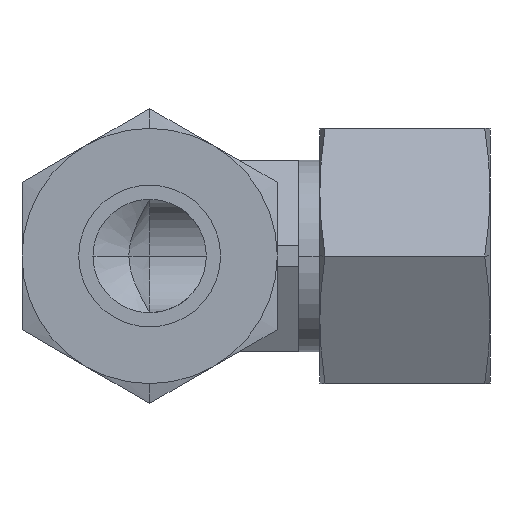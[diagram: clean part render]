
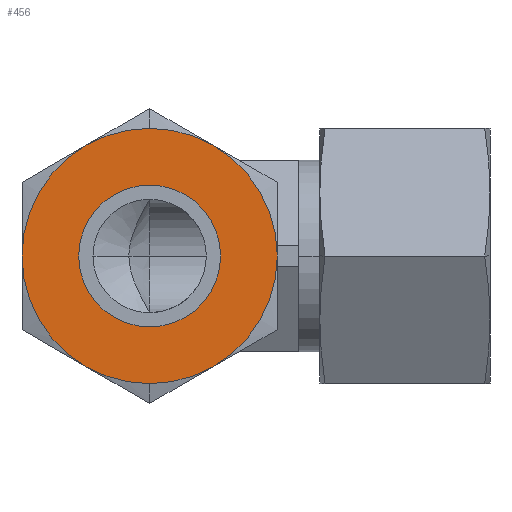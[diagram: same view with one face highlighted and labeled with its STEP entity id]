
A CAD part, front view. The second image highlights one B-rep face of the part: STEP entity #456.
In plain terms, the highlighted planar face has unit normal (0, -1, 0).
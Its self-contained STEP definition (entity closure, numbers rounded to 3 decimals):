
#456 = ADVANCED_FACE( '', ( #851, #852 ), #853, .T. );
#851 = FACE_OUTER_BOUND( '', #1249, .T. );
#852 = FACE_BOUND( '', #1250, .T. );
#853 = PLANE( '', #1251 );
#1249 = EDGE_LOOP( '', ( #2660, #2661, #2662, #2663, #2664, #2665, #2666, #2667 ) );
#1250 = EDGE_LOOP( '', ( #2668, #2669 ) );
#1251 = AXIS2_PLACEMENT_3D( '', #2670, #2671, #2672 );
#2660 = ORIENTED_EDGE( '', *, *, #3107, .F. );
#2661 = ORIENTED_EDGE( '', *, *, #3108, .F. );
#2662 = ORIENTED_EDGE( '', *, *, #3103, .F. );
#2663 = ORIENTED_EDGE( '', *, *, #3104, .F. );
#2664 = ORIENTED_EDGE( '', *, *, #3064, .F. );
#2665 = ORIENTED_EDGE( '', *, *, #3105, .F. );
#2666 = ORIENTED_EDGE( '', *, *, #3106, .F. );
#2667 = ORIENTED_EDGE( '', *, *, #3060, .F. );
#2668 = ORIENTED_EDGE( '', *, *, #3114, .T. );
#2669 = ORIENTED_EDGE( '', *, *, #3044, .T. );
#2670 = CARTESIAN_POINT( '', ( 0., -48., 14. ) );
#2671 = DIRECTION( '', ( 0., -1., 0. ) );
#2672 = DIRECTION( '', ( 0., 0., -1. ) );
#3044 = EDGE_CURVE( '', #3689, #3686, #3690, .T. );
#3060 = EDGE_CURVE( '', #3714, #3717, #3718, .T. );
#3064 = EDGE_CURVE( '', #3723, #3721, #3725, .T. );
#3103 = EDGE_CURVE( '', #3741, #3760, #3786, .T. );
#3104 = EDGE_CURVE( '', #3721, #3741, #3787, .T. );
#3105 = EDGE_CURVE( '', #3773, #3723, #3788, .T. );
#3106 = EDGE_CURVE( '', #3717, #3773, #3789, .T. );
#3107 = EDGE_CURVE( '', #3753, #3714, #3790, .T. );
#3108 = EDGE_CURVE( '', #3760, #3753, #3791, .T. );
#3114 = EDGE_CURVE( '', #3686, #3689, #3797, .T. );
#3686 = VERTEX_POINT( '', #4840 );
#3689 = VERTEX_POINT( '', #4844 );
#3690 = CIRCLE( '', #4845, 10. );
#3714 = VERTEX_POINT( '', #4878 );
#3717 = VERTEX_POINT( '', #4882 );
#3718 = CIRCLE( '', #4883, 18. );
#3721 = VERTEX_POINT( '', #4895 );
#3723 = VERTEX_POINT( '', #4898 );
#3725 = CIRCLE( '', #4909, 18. );
#3741 = VERTEX_POINT( '', #4955 );
#3753 = VERTEX_POINT( '', #5005 );
#3760 = VERTEX_POINT( '', #5049 );
#3773 = VERTEX_POINT( '', #5126 );
#3786 = CIRCLE( '', #5176, 18. );
#3787 = CIRCLE( '', #5177, 18. );
#3788 = CIRCLE( '', #5178, 18. );
#3789 = CIRCLE( '', #5179, 18. );
#3790 = CIRCLE( '', #5180, 18. );
#3791 = CIRCLE( '', #5181, 18. );
#3797 = CIRCLE( '', #5187, 10. );
#4840 = CARTESIAN_POINT( '', ( 0., -48., 10. ) );
#4844 = CARTESIAN_POINT( '', ( 0., -48., -10. ) );
#4845 = AXIS2_PLACEMENT_3D( '', #5772, #5773, #5774 );
#4878 = CARTESIAN_POINT( '', ( 0., -48., 18. ) );
#4882 = CARTESIAN_POINT( '', ( 9., -48., 15.588 ) );
#4883 = AXIS2_PLACEMENT_3D( '', #5800, #5801, #5802 );
#4895 = CARTESIAN_POINT( '', ( 0., -48., -18. ) );
#4898 = CARTESIAN_POINT( '', ( 9., -48., -15.588 ) );
#4909 = AXIS2_PLACEMENT_3D( '', #5804, #5805, #5806 );
#4955 = CARTESIAN_POINT( '', ( -9., -48., -15.588 ) );
#5005 = CARTESIAN_POINT( '', ( -9., -48., 15.588 ) );
#5049 = CARTESIAN_POINT( '', ( -18., -48., 0. ) );
#5126 = CARTESIAN_POINT( '', ( 18., -48., 0. ) );
#5176 = AXIS2_PLACEMENT_3D( '', #5839, #5840, #5841 );
#5177 = AXIS2_PLACEMENT_3D( '', #5842, #5843, #5844 );
#5178 = AXIS2_PLACEMENT_3D( '', #5845, #5846, #5847 );
#5179 = AXIS2_PLACEMENT_3D( '', #5848, #5849, #5850 );
#5180 = AXIS2_PLACEMENT_3D( '', #5851, #5852, #5853 );
#5181 = AXIS2_PLACEMENT_3D( '', #5854, #5855, #5856 );
#5187 = AXIS2_PLACEMENT_3D( '', #5872, #5873, #5874 );
#5772 = CARTESIAN_POINT( '', ( 0., -48., 0. ) );
#5773 = DIRECTION( '', ( 0., 1., 0. ) );
#5774 = DIRECTION( '', ( 0., 0., 1. ) );
#5800 = CARTESIAN_POINT( '', ( 0., -48., 0. ) );
#5801 = DIRECTION( '', ( 0., 1., 0. ) );
#5802 = DIRECTION( '', ( 0., 0., 1. ) );
#5804 = CARTESIAN_POINT( '', ( 0., -48., 0. ) );
#5805 = DIRECTION( '', ( 0., 1., 0. ) );
#5806 = DIRECTION( '', ( 0., 0., 1. ) );
#5839 = CARTESIAN_POINT( '', ( 0., -48., 0. ) );
#5840 = DIRECTION( '', ( 0., 1., 0. ) );
#5841 = DIRECTION( '', ( 0., 0., 1. ) );
#5842 = CARTESIAN_POINT( '', ( 0., -48., 0. ) );
#5843 = DIRECTION( '', ( 0., 1., 0. ) );
#5844 = DIRECTION( '', ( 0., 0., 1. ) );
#5845 = CARTESIAN_POINT( '', ( 0., -48., 0. ) );
#5846 = DIRECTION( '', ( 0., 1., 0. ) );
#5847 = DIRECTION( '', ( 0., 0., 1. ) );
#5848 = CARTESIAN_POINT( '', ( 0., -48., 0. ) );
#5849 = DIRECTION( '', ( 0., 1., 0. ) );
#5850 = DIRECTION( '', ( 0., 0., 1. ) );
#5851 = CARTESIAN_POINT( '', ( 0., -48., 0. ) );
#5852 = DIRECTION( '', ( 0., 1., 0. ) );
#5853 = DIRECTION( '', ( 0., 0., 1. ) );
#5854 = CARTESIAN_POINT( '', ( 0., -48., 0. ) );
#5855 = DIRECTION( '', ( 0., 1., 0. ) );
#5856 = DIRECTION( '', ( 0., 0., 1. ) );
#5872 = CARTESIAN_POINT( '', ( 0., -48., 0. ) );
#5873 = DIRECTION( '', ( 0., 1., 0. ) );
#5874 = DIRECTION( '', ( 0., 0., 1. ) );
